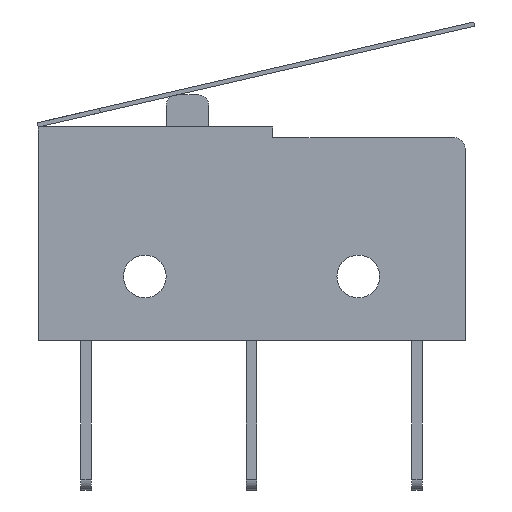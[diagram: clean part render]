
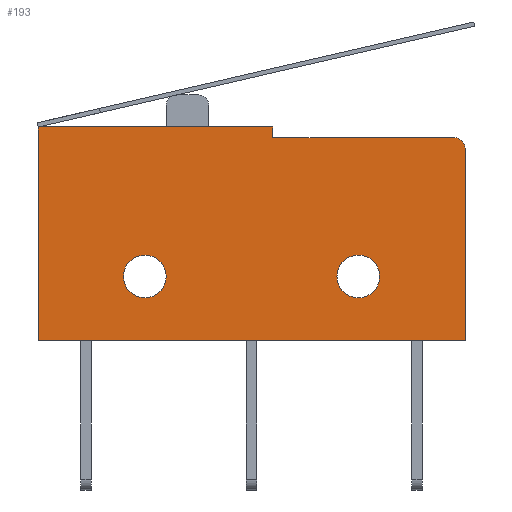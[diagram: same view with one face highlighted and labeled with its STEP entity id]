
A CAD part, left-side view. The second image highlights one B-rep face of the part: STEP entity #193.
In plain terms, the highlighted planar face has unit normal (-1, 0, 0).
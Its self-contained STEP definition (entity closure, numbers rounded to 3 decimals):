
#107=CARTESIAN_POINT('',(0.5,10.144,4.894));
#108=DIRECTION('',(1.0,0.0,0.0));
#109=DIRECTION('',(0.0,0.0,-1.0));
#110=AXIS2_PLACEMENT_3D('',#107,#108,#109);
#111=PLANE('',#110);
#112=CARTESIAN_POINT('',(0.5,0.5,9.5));
#113=VERTEX_POINT('',#112);
#114=CARTESIAN_POINT('',(0.5,0.0,9.0));
#115=VERTEX_POINT('',#114);
#116=CARTESIAN_POINT('',(0.5,0.5,9.0));
#117=DIRECTION('',(1.0,0.0,0.0));
#118=DIRECTION('',(0.0,-0.707,0.707));
#119=AXIS2_PLACEMENT_3D('',#116,#117,#118);
#120=CIRCLE('',#119,0.5);
#121=EDGE_CURVE('',#113,#115,#120,.T.);
#122=ORIENTED_EDGE('',*,*,#121,.F.);
#123=CARTESIAN_POINT('',(0.5,9.0,9.5));
#124=VERTEX_POINT('',#123);
#125=CARTESIAN_POINT('',(0.5,9.0,9.5));
#126=DIRECTION('',(0.0,-1.0,0.0));
#127=VECTOR('',#126,8.5);
#128=LINE('',#125,#127);
#129=EDGE_CURVE('',#124,#113,#128,.T.);
#130=ORIENTED_EDGE('',*,*,#129,.F.);
#131=CARTESIAN_POINT('',(0.5,9.0,10.0));
#132=VERTEX_POINT('',#131);
#133=CARTESIAN_POINT('',(0.5,9.0,10.0));
#134=DIRECTION('',(0.0,0.0,-1.0));
#135=VECTOR('',#134,0.5);
#136=LINE('',#133,#135);
#137=EDGE_CURVE('',#132,#124,#136,.T.);
#138=ORIENTED_EDGE('',*,*,#137,.F.);
#139=CARTESIAN_POINT('',(0.5,20.0,10.0));
#140=VERTEX_POINT('',#139);
#141=CARTESIAN_POINT('',(0.5,20.0,10.));
#142=DIRECTION('',(0.0,-1.0,0.0));
#143=VECTOR('',#142,11.);
#144=LINE('',#141,#143);
#145=EDGE_CURVE('',#140,#132,#144,.T.);
#146=ORIENTED_EDGE('',*,*,#145,.F.);
#147=CARTESIAN_POINT('',(0.5,20.0,0.0));
#148=VERTEX_POINT('',#147);
#149=CARTESIAN_POINT('',(0.5,20.0,0.0));
#150=DIRECTION('',(0.0,0.0,1.0));
#151=VECTOR('',#150,10.0);
#152=LINE('',#149,#151);
#153=EDGE_CURVE('',#148,#140,#152,.T.);
#154=ORIENTED_EDGE('',*,*,#153,.F.);
#155=CARTESIAN_POINT('',(0.5,0.0,0.0));
#156=VERTEX_POINT('',#155);
#157=CARTESIAN_POINT('',(0.5,0.0,0.0));
#158=DIRECTION('',(0.0,1.0,0.0));
#159=VECTOR('',#158,20.0);
#160=LINE('',#157,#159);
#161=EDGE_CURVE('',#156,#148,#160,.T.);
#162=ORIENTED_EDGE('',*,*,#161,.F.);
#163=CARTESIAN_POINT('',(0.5,0.0,9.0));
#164=DIRECTION('',(0.0,0.0,-1.0));
#165=VECTOR('',#164,9.0);
#166=LINE('',#163,#165);
#167=EDGE_CURVE('',#115,#156,#166,.T.);
#168=ORIENTED_EDGE('',*,*,#167,.F.);
#169=EDGE_LOOP('',(#122,#130,#138,#146,#154,#162,#168));
#170=FACE_OUTER_BOUND('',#169,.T.);
#171=CARTESIAN_POINT('',(0.5,5.0,4.0));
#172=VERTEX_POINT('',#171);
#173=CARTESIAN_POINT('',(0.5,5.0,3.0));
#174=DIRECTION('',(-1.0,0.0,0.0));
#175=DIRECTION('',(0.0,0.0,1.0));
#176=AXIS2_PLACEMENT_3D('',#173,#174,#175);
#177=CIRCLE('',#176,1.0);
#178=EDGE_CURVE('',#172,#172,#177,.T.);
#179=ORIENTED_EDGE('',*,*,#178,.F.);
#180=EDGE_LOOP('',(#179));
#181=FACE_BOUND('',#180,.T.);
#182=CARTESIAN_POINT('',(0.5,15.0,4.));
#183=VERTEX_POINT('',#182);
#184=CARTESIAN_POINT('',(0.5,15.0,3.0));
#185=DIRECTION('',(-1.0,0.0,0.0));
#186=DIRECTION('',(0.0,0.0,1.0));
#187=AXIS2_PLACEMENT_3D('',#184,#185,#186);
#188=CIRCLE('',#187,1.);
#189=EDGE_CURVE('',#183,#183,#188,.T.);
#190=ORIENTED_EDGE('',*,*,#189,.F.);
#191=EDGE_LOOP('',(#190));
#192=FACE_BOUND('',#191,.T.);
#193=ADVANCED_FACE('',(#170,#181,#192),#111,.F.);
